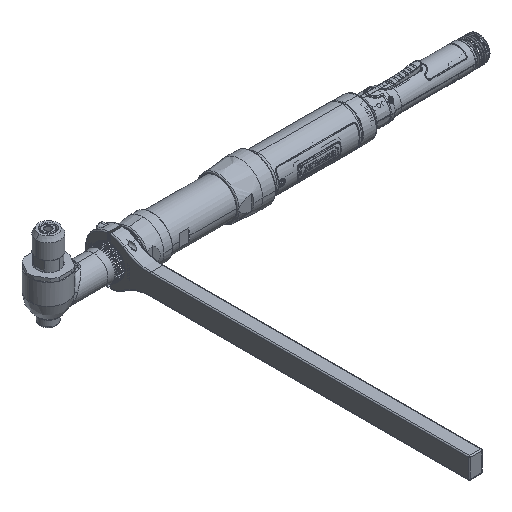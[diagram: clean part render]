
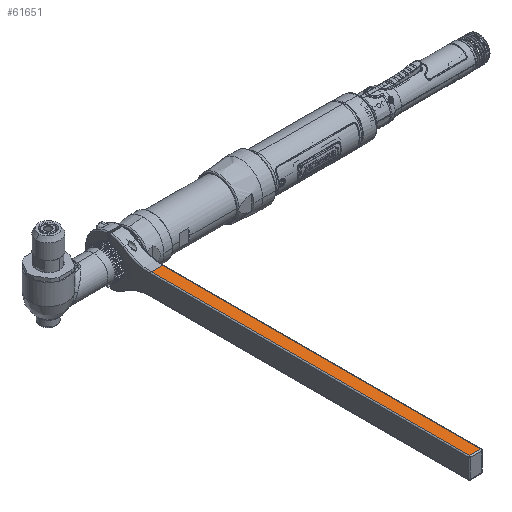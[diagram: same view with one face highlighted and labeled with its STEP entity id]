
A CAD part, isometric view. The second image highlights one B-rep face of the part: STEP entity #61651.
In plain terms, the highlighted planar face has unit normal (0, 0, 1).
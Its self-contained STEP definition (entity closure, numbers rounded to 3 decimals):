
#59567=DIRECTION('',(-1.,0.,0.));
#59568=VECTOR('',#59567,0.63);
#59569=CARTESIAN_POINT('',(-6.815,-2.289,0.588));
#59570=LINE('',#59569,#59568);
#59932=DIRECTION('',(0.,1.,0.));
#59933=VECTOR('',#59932,17.651);
#59934=CARTESIAN_POINT('',(-7.445,-19.94,0.588));
#59935=LINE('',#59934,#59933);
#60048=DIRECTION('',(0.,-1.,0.));
#60049=VECTOR('',#60048,17.651);
#60050=CARTESIAN_POINT('',(-6.815,-2.289,0.588));
#60051=LINE('',#60050,#60049);
#60144=DIRECTION('',(1.,0.,0.));
#60145=VECTOR('',#60144,0.63);
#60146=CARTESIAN_POINT('',(-7.445,-19.94,0.588));
#60147=LINE('',#60146,#60145);
#60914=CARTESIAN_POINT('',(-7.445,-19.94,0.588));
#60915=CARTESIAN_POINT('',(-7.445,-2.289,0.588));
#60916=VERTEX_POINT('',#60914);
#60917=VERTEX_POINT('',#60915);
#60957=CARTESIAN_POINT('',(-6.815,-2.289,0.588));
#60958=CARTESIAN_POINT('',(-6.815,-19.94,0.588));
#60959=VERTEX_POINT('',#60957);
#60960=VERTEX_POINT('',#60958);
#61636=CARTESIAN_POINT('',(-6.755,-20.,0.588));
#61637=DIRECTION('',(0.,0.,1.));
#61638=DIRECTION('',(0.,1.,0.));
#61639=AXIS2_PLACEMENT_3D('',#61636,#61637,#61638);
#61640=PLANE('',#61639);
#61642=ORIENTED_EDGE('',*,*,#61641,.T.);
#61644=ORIENTED_EDGE('',*,*,#61643,.F.);
#61646=ORIENTED_EDGE('',*,*,#61645,.T.);
#61648=ORIENTED_EDGE('',*,*,#61647,.F.);
#61649=EDGE_LOOP('',(#61642,#61644,#61646,#61648));
#61650=FACE_OUTER_BOUND('',#61649,.F.);
#61651=ADVANCED_FACE('',(#61650),#61640,.T.);
#61641=EDGE_CURVE('',#60916,#60917,#59935,.T.);
#61643=EDGE_CURVE('',#60959,#60917,#59570,.T.);
#61645=EDGE_CURVE('',#60959,#60960,#60051,.T.);
#61647=EDGE_CURVE('',#60916,#60960,#60147,.T.);
